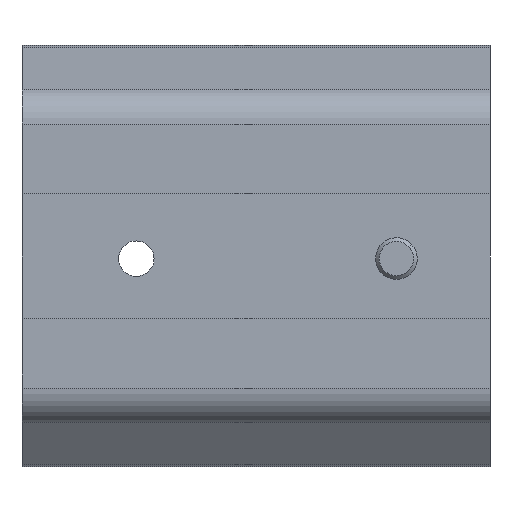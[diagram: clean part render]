
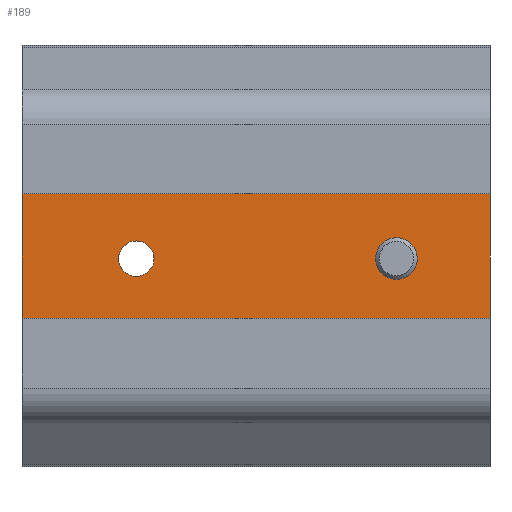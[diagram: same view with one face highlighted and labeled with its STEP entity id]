
A CAD part, front view. The second image highlights one B-rep face of the part: STEP entity #189.
In plain terms, the highlighted planar face has unit normal (0, -1, 0).
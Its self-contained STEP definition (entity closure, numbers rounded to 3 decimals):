
#109 = DIRECTION ( 'NONE',  ( 0., -1., 0. ) ) ;
#133 = DIRECTION ( 'NONE',  ( 0., 0., 1. ) ) ;
#154 = CIRCLE ( 'NONE', #1520, 3.4 ) ;
#189 = ADVANCED_FACE ( 'NONE', ( #3010, #1282, #2249 ), #2240, .T. ) ;
#224 = AXIS2_PLACEMENT_3D ( 'NONE', #553, #2560, #567 ) ;
#269 = VERTEX_POINT ( 'NONE', #326 ) ;
#326 = CARTESIAN_POINT ( 'NONE',  ( -3.938, 58.613, 68.33 ) ) ;
#339 = ORIENTED_EDGE ( 'NONE', *, *, #2778, .T. ) ;
#553 = CARTESIAN_POINT ( 'NONE',  ( 112.462, 58.613, 68.543 ) ) ;
#567 = DIRECTION ( 'NONE',  ( -1., 0., 0. ) ) ;
#570 = ORIENTED_EDGE ( 'NONE', *, *, #1081, .F. ) ;
#604 = LINE ( 'NONE', #731, #3268 ) ;
#659 = EDGE_CURVE ( 'NONE', #2001, #1507, #1061, .T. ) ;
#719 = CARTESIAN_POINT ( 'NONE',  ( -22.538, 58.613, 39.33 ) ) ;
#731 = CARTESIAN_POINT ( 'NONE',  ( 67.462, 58.613, 68.543 ) ) ;
#795 = ORIENTED_EDGE ( 'NONE', *, *, #659, .F. ) ;
#865 = CARTESIAN_POINT ( 'NONE',  ( 67.462, 58.613, 39.33 ) ) ;
#964 = CARTESIAN_POINT ( 'NONE',  ( -0.538, 58.613, 68.33 ) ) ;
#1061 = LINE ( 'NONE', #1218, #3646 ) ;
#1081 = EDGE_CURVE ( 'NONE', #1583, #2001, #3683, .T. ) ;
#1137 = DIRECTION ( 'NONE',  ( -1., 0., 0. ) ) ;
#1218 = CARTESIAN_POINT ( 'NONE',  ( -22.538, 58.613, 68.543 ) ) ;
#1282 = FACE_BOUND ( 'NONE', #2070, .T. ) ;
#1305 = LINE ( 'NONE', #3091, #1349 ) ;
#1319 = EDGE_LOOP ( 'NONE', ( #1380, #2245 ) ) ;
#1336 = DIRECTION ( 'NONE',  ( -1., 0., 0. ) ) ;
#1342 = DIRECTION ( 'NONE',  ( 0., -1., 0. ) ) ;
#1349 = VECTOR ( 'NONE', #1385, 1000. ) ;
#1380 = ORIENTED_EDGE ( 'NONE', *, *, #2434, .F. ) ;
#1384 = EDGE_CURVE ( 'NONE', #1828, #2202, #1495, .T. ) ;
#1385 = DIRECTION ( 'NONE',  ( -1., 0., 0. ) ) ;
#1453 = VECTOR ( 'NONE', #1336, 1000. ) ;
#1472 = AXIS2_PLACEMENT_3D ( 'NONE', #1615, #1342, #2764 ) ;
#1473 = EDGE_CURVE ( 'NONE', #269, #3599, #3053, .T. ) ;
#1495 = CIRCLE ( 'NONE', #2923, 3.4 ) ;
#1507 = VERTEX_POINT ( 'NONE', #1565 ) ;
#1510 = EDGE_LOOP ( 'NONE', ( #795, #570, #339, #1594 ) ) ;
#1520 = AXIS2_PLACEMENT_3D ( 'NONE', #2275, #2547, #1137 ) ;
#1565 = CARTESIAN_POINT ( 'NONE',  ( -22.538, 58.613, 98.33 ) ) ;
#1583 = VERTEX_POINT ( 'NONE', #865 ) ;
#1594 = ORIENTED_EDGE ( 'NONE', *, *, #2910, .T. ) ;
#1615 = CARTESIAN_POINT ( 'NONE',  ( 49.462, 58.613, 68.33 ) ) ;
#1813 = ORIENTED_EDGE ( 'NONE', *, *, #2147, .F. ) ;
#1828 = VERTEX_POINT ( 'NONE', #2660 ) ;
#1834 = DIRECTION ( 'NONE',  ( -1., 0., 0. ) ) ;
#1844 = DIRECTION ( 'NONE',  ( 0., -1., 0. ) ) ;
#1944 = CARTESIAN_POINT ( 'NONE',  ( 112.462, 58.613, 39.33 ) ) ;
#2001 = VERTEX_POINT ( 'NONE', #719 ) ;
#2070 = EDGE_LOOP ( 'NONE', ( #1813, #2818 ) ) ;
#2147 = EDGE_CURVE ( 'NONE', #2202, #1828, #3059, .T. ) ;
#2202 = VERTEX_POINT ( 'NONE', #3356 ) ;
#2240 = PLANE ( 'NONE',  #224 ) ;
#2245 = ORIENTED_EDGE ( 'NONE', *, *, #1473, .F. ) ;
#2249 = FACE_BOUND ( 'NONE', #1319, .T. ) ;
#2275 = CARTESIAN_POINT ( 'NONE',  ( -0.538, 58.613, 68.33 ) ) ;
#2434 = EDGE_CURVE ( 'NONE', #3599, #269, #154, .T. ) ;
#2527 = VERTEX_POINT ( 'NONE', #2597 ) ;
#2547 = DIRECTION ( 'NONE',  ( 0., -1., 0. ) ) ;
#2560 = DIRECTION ( 'NONE',  ( 0., -1., 0. ) ) ;
#2597 = CARTESIAN_POINT ( 'NONE',  ( 67.462, 58.613, 98.33 ) ) ;
#2660 = CARTESIAN_POINT ( 'NONE',  ( 46.062, 58.613, 68.33 ) ) ;
#2764 = DIRECTION ( 'NONE',  ( -1., 0., 0. ) ) ;
#2778 = EDGE_CURVE ( 'NONE', #1583, #2527, #604, .T. ) ;
#2818 = ORIENTED_EDGE ( 'NONE', *, *, #1384, .F. ) ;
#2910 = EDGE_CURVE ( 'NONE', #2527, #1507, #1305, .T. ) ;
#2923 = AXIS2_PLACEMENT_3D ( 'NONE', #2944, #109, #1834 ) ;
#2944 = CARTESIAN_POINT ( 'NONE',  ( 49.462, 58.613, 68.33 ) ) ;
#3010 = FACE_OUTER_BOUND ( 'NONE', #1510, .T. ) ;
#3053 = CIRCLE ( 'NONE', #3696, 3.4 ) ;
#3059 = CIRCLE ( 'NONE', #1472, 3.4 ) ;
#3091 = CARTESIAN_POINT ( 'NONE',  ( 112.462, 58.613, 98.33 ) ) ;
#3268 = VECTOR ( 'NONE', #3283, 1000. ) ;
#3283 = DIRECTION ( 'NONE',  ( 0., 0., 1. ) ) ;
#3356 = CARTESIAN_POINT ( 'NONE',  ( 52.862, 58.613, 68.33 ) ) ;
#3531 = DIRECTION ( 'NONE',  ( -1., 0., 0. ) ) ;
#3599 = VERTEX_POINT ( 'NONE', #3616 ) ;
#3616 = CARTESIAN_POINT ( 'NONE',  ( 2.862, 58.613, 68.33 ) ) ;
#3646 = VECTOR ( 'NONE', #133, 1000. ) ;
#3683 = LINE ( 'NONE', #1944, #1453 ) ;
#3696 = AXIS2_PLACEMENT_3D ( 'NONE', #964, #1844, #3531 ) ;
